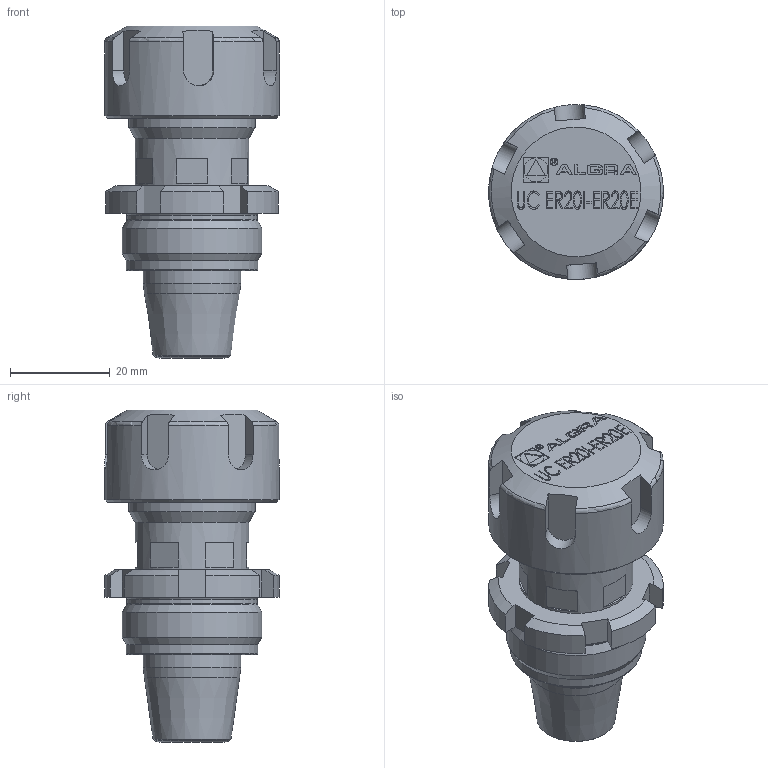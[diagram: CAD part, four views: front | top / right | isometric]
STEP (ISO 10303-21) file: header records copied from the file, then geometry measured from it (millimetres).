
FILE_DESCRIPTION (( 'STEP AP214' ), '1' );
FILE_NAME ('UCER20I-ER20E.STEP', '2023-05-04T09:13:13', ( '' ), ( '' ), 'SwSTEP 2.0', 'SolidWorks 2016', '' );
FILE_SCHEMA (( 'AUTOMOTIVE_DESIGN' ));
Length unit declared in the file: millimetre
Products named in the file (1): UCER20I-ER20E
Bounding box: 35 x 35 x 66.52 mm (x, y, z)
Volume: 37687.9 mm3; surface area: 8512.6 mm2
Topology: 1 solids, 1 shells, 380 faces, 1002 edges, 665 vertices
Faces by surface type: plane 250, bspline 61, cylinder 45, cone 15, torus 9
Full cylindrical faces by diameter (mm): 1.275 x1, 1.575 x1, 4.775 x1, 19.6 x1, 22.8 x1, 25.3 x1, 26.05 x1, 26.3 x1, 28 x1, 35 x1
Entity records: 18387 total; most frequent: CARTESIAN_POINT 6546, ORIENTED_EDGE 1940, DIRECTION 1562, EDGE_CURVE 970, VECTOR 678, LINE 678, VERTEX_POINT 656, EDGE_LOOP 444
